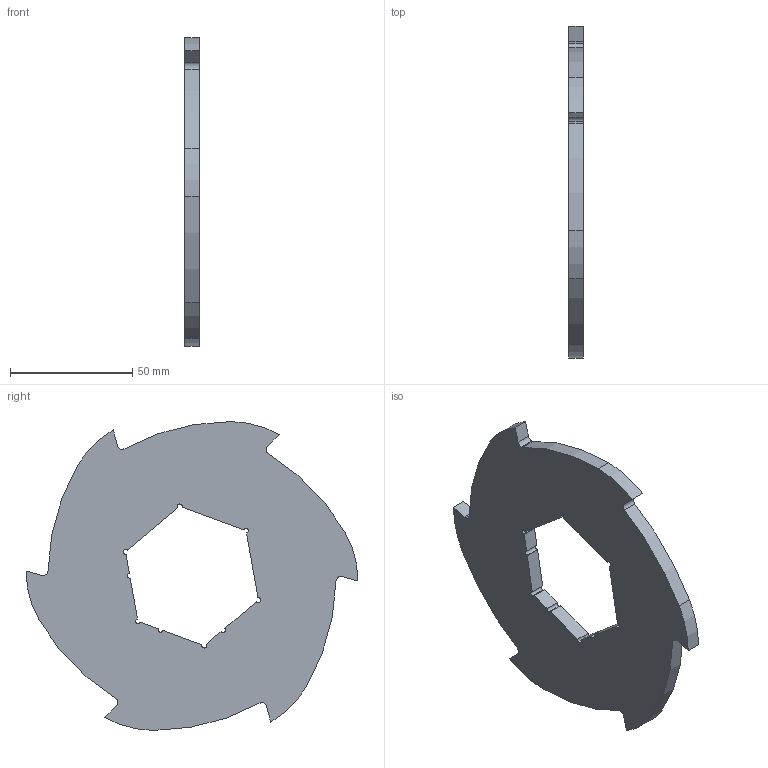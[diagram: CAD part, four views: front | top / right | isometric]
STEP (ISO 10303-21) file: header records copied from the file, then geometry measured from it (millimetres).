
FILE_DESCRIPTION (( 'STEP AP203' ), '1' );
FILE_NAME ('SHRPRO-V1 1120.03-A 6 Teeth blade 3.step', '2019-12-23T20:13:05', ( '' ), ( '' ), 'SwSTEP 2.0', 'SolidWorks 2018', '' );
FILE_SCHEMA (( 'CONFIG_CONTROL_DESIGN' ));
Length unit declared in the file: millimetre
Products named in the file (1): SHRPRO-V1 1120.03-A 6 Teeth blade 3
Bounding box: 6 x 135.92 x 126.43 mm (x, y, z)
Volume: 61180.9 mm3; surface area: 24287.5 mm2
Topology: 1 solids, 1 shells, 56 faces, 162 edges, 108 vertices
Faces by surface type: cylinder 39, plane 17
Entity records: 1965 total; most frequent: DIRECTION 354, CARTESIAN_POINT 327, ORIENTED_EDGE 324, EDGE_CURVE 162, AXIS2_PLACEMENT_3D 135, VERTEX_POINT 108, LINE 84, VECTOR 84
